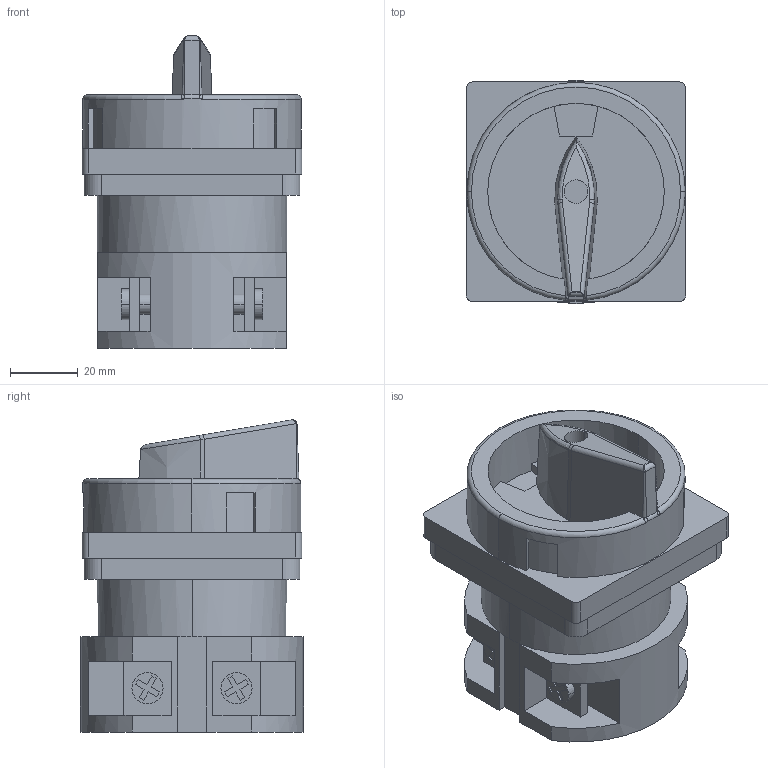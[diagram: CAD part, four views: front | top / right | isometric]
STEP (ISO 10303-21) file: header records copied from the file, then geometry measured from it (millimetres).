
FILE_DESCRIPTION (( 'STEP AP214' ), '1' );
FILE_NAME ('ﾏﾊﾏ-63-1.STEP', '2017-12-25T06:24:45', ( 'AutoBVT' ), ( 'Microsoft' ), 'SwSTEP 2.0', 'SolidWorks 2014', '' );
FILE_SCHEMA (( 'AUTOMOTIVE_DESIGN' ));
Length unit declared in the file: millimetre
Products named in the file (1): ﾏﾊﾏ-63-1
Bounding box: 64.99 x 66 x 92.36 mm (x, y, z)
Volume: 204653 mm3; surface area: 35462.1 mm2
Topology: 1 solids, 1 shells, 215 faces, 568 edges, 369 vertices
Faces by surface type: plane 142, cylinder 51, bspline 13, cone 6, torus 3
Entity records: 7392 total; most frequent: CARTESIAN_POINT 2019, ORIENTED_EDGE 1132, DIRECTION 1075, EDGE_CURVE 566, LINE 397, VECTOR 397, VERTEX_POINT 369, AXIS2_PLACEMENT_3D 339
